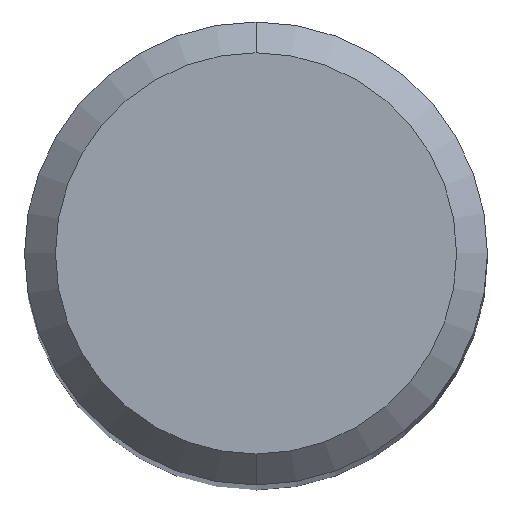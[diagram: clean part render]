
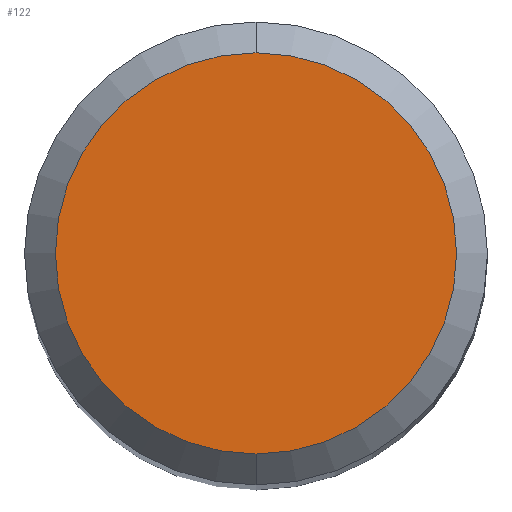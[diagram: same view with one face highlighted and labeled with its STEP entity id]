
A CAD part, top view. The second image highlights one B-rep face of the part: STEP entity #122.
In plain terms, the highlighted planar face has unit normal (0, 0, 1).
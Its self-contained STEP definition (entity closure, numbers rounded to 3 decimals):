
#96=EDGE_CURVE('',#128,#188,#234,.T.);
#112=EDGE_CURVE('',#188,#128,#251,.T.);
#122=ADVANCED_FACE('',(#261),#262,.T.);
#128=VERTEX_POINT('',#268);
#188=VERTEX_POINT('',#338);
#234=CIRCLE('',#382,2.6);
#251=CIRCLE('',#407,2.6);
#261=FACE_OUTER_BOUND('',#421,.T.);
#262=PLANE('',#422);
#268=CARTESIAN_POINT('',(0.,-2.6,0.0));
#338=CARTESIAN_POINT('',(0.0,2.6,0.0));
#382=AXIS2_PLACEMENT_3D('',#551,#552,#553);
#407=AXIS2_PLACEMENT_3D('',#571,#572,#573);
#421=EDGE_LOOP('',(#582,#583));
#422=AXIS2_PLACEMENT_3D('',#584,#585,#586);
#551=CARTESIAN_POINT('',(0.0,0.0,0.0));
#552=DIRECTION('',(0.0,0.0,-1.0));
#553=DIRECTION('',(0.0,1.0,0.0));
#571=CARTESIAN_POINT('',(0.0,0.0,0.0));
#572=DIRECTION('',(0.0,0.0,-1.0));
#573=DIRECTION('',(0.0,1.0,0.0));
#582=ORIENTED_EDGE('',*,*,#112,.F.);
#583=ORIENTED_EDGE('',*,*,#96,.F.);
#584=CARTESIAN_POINT('',(0.0,1.3,0.0));
#585=DIRECTION('',(-0.0,0.0,1.0));
#586=DIRECTION('',(0.0,-1.0,0.0));
